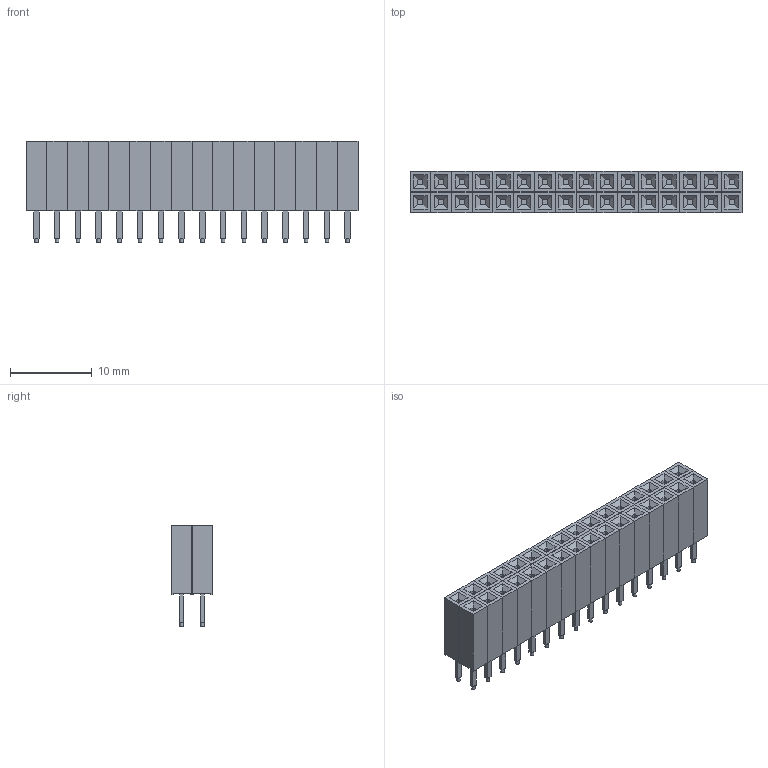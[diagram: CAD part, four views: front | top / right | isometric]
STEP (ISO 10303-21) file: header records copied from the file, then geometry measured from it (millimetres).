
FILE_DESCRIPTION(('STEP AP214'), '1');
FILE_NAME('ﾑﾍﾏ346-32ﾐﾏ21-2', '2018-11-15T06:54:36', ('UNSPECIFIED'), ('UNSPECIFIED'), 'ASCON STEP Converter 1.3', 'ASCON Math Kernel', '');
FILE_SCHEMA(('AUTOMOTIVE_DESIGN { 1 0 10303 214 3 1 1}'));
Length unit declared in the file: millimetre
Assembly tree (32 placements, depth 2):
  (unnamed)
    (unnamed)  x32
Bounding box: 40.64 x 5.04 x 12.4 mm (x, y, z)
Volume: 1662.8 mm3; surface area: 3815.1 mm2
Topology: 32 solids, 32 shells, 864 faces, 2016 edges, 1280 vertices
Faces by surface type: plane 832, cylinder 32
Full cylindrical faces by diameter (mm): 0.42 x32
Entity records: 1833 total; most frequent: DIRECTION 186, CARTESIAN_POINT 162, ORIENTED_EDGE 124, DATE_AND_TIME 68, CALENDAR_DATE 68, LOCAL_TIME 68, COORDINATED_UNIVERSAL_TIME_OFFSET 68, AXIS2_PLACEMENT_3D 64
